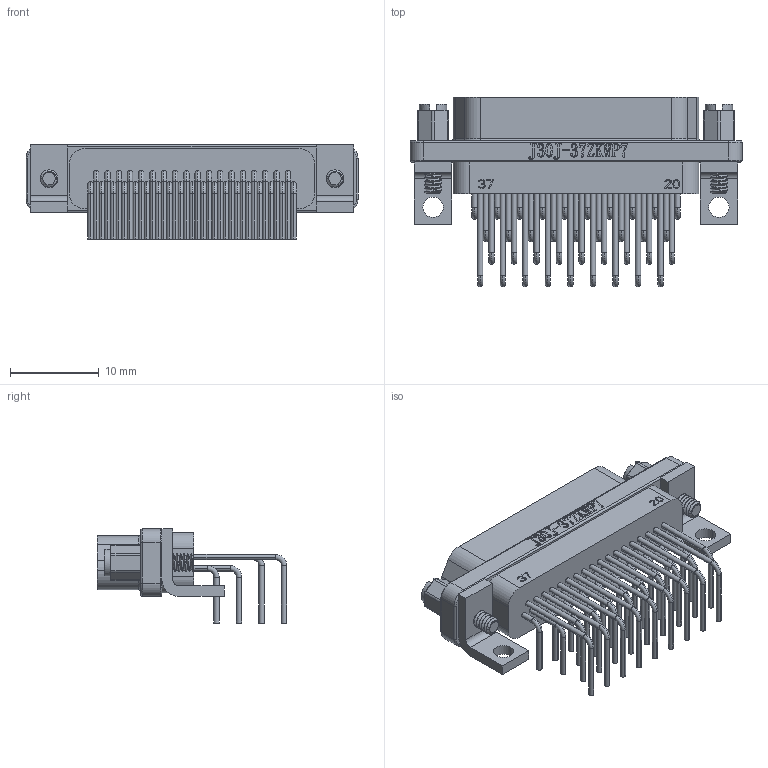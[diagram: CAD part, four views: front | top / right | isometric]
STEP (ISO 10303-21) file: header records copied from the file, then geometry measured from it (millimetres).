
FILE_DESCRIPTION (( 'STEP AP203' ), '1' );
FILE_NAME ('FMD005-F037BDRD-00.STEP', '2025-06-21T03:30:31', ( '' ), ( '' ), 'SwSTEP 2.0', 'SolidWorks 2021', '' );
FILE_SCHEMA (( 'CONFIG_CONTROL_DESIGN' ));
Length unit declared in the file: millimetre
Products named in the file (1): FMD005-F037BDRD-00
Bounding box: 37.4 x 21.36 x 10.6 mm (x, y, z)
Volume: 1873 mm3; surface area: 3651.4 mm2
Topology: 1 solids, 40 shells, 1874 faces, 4662 edges, 3024 vertices
Faces by surface type: plane 903, cylinder 548, bspline 219, torus 116, cone 88
Entity records: 67893 total; most frequent: CARTESIAN_POINT 24058, ORIENTED_EDGE 9324, DIRECTION 8622, EDGE_CURVE 4662, VERTEX_POINT 3024, AXIS2_PLACEMENT_3D 2912, LINE 2798, VECTOR 2798
